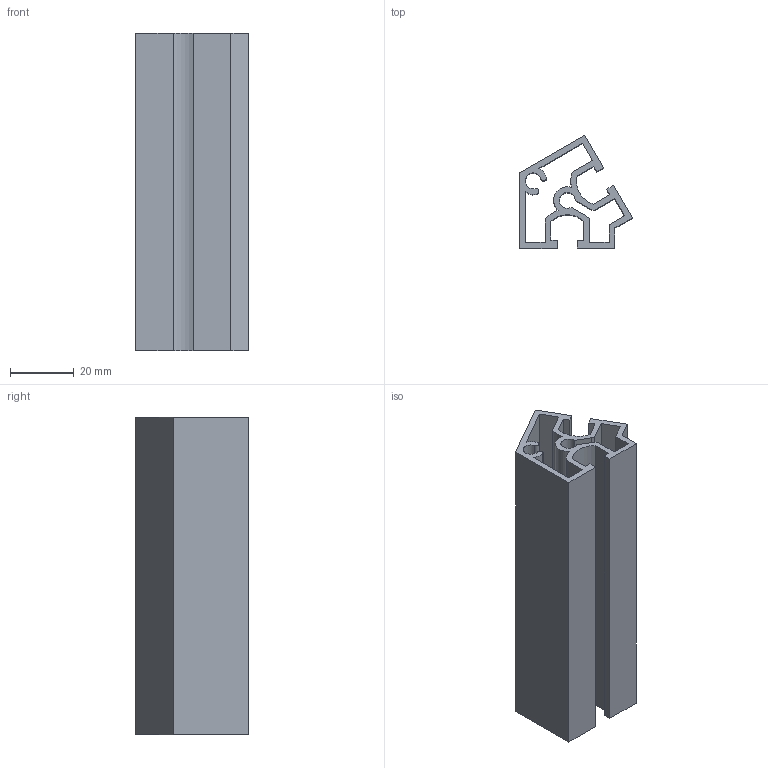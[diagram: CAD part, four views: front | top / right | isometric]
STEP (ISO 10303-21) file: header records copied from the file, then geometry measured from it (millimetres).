
FILE_DESCRIPTION((''),'2;1');
FILE_NAME('AF30A60-6.stp','2009-08-25T16:54:37',('Administrator'),(''),'Autodesk Inventor 2008','Autodesk Inventor 2008','');
FILE_SCHEMA(('AUTOMOTIVE_DESIGN { 1 0 10303 214 1 1 1 1 }'));
Length unit declared in the file: millimetre
Products named in the file (1): AF30A60-6
Bounding box: 35.49 x 35.49 x 100 mm (x, y, z)
Volume: 32202.7 mm3; surface area: 34883.4 mm2
Topology: 1 solids, 1 shells, 49 faces, 141 edges, 94 vertices
Faces by surface type: plane 36, cylinder 13
Entity records: 1635 total; most frequent: CARTESIAN_POINT 285, ORIENTED_EDGE 282, DIRECTION 267, EDGE_CURVE 141, VECTOR 115, LINE 115, VERTEX_POINT 94, AXIS2_PLACEMENT_3D 76
